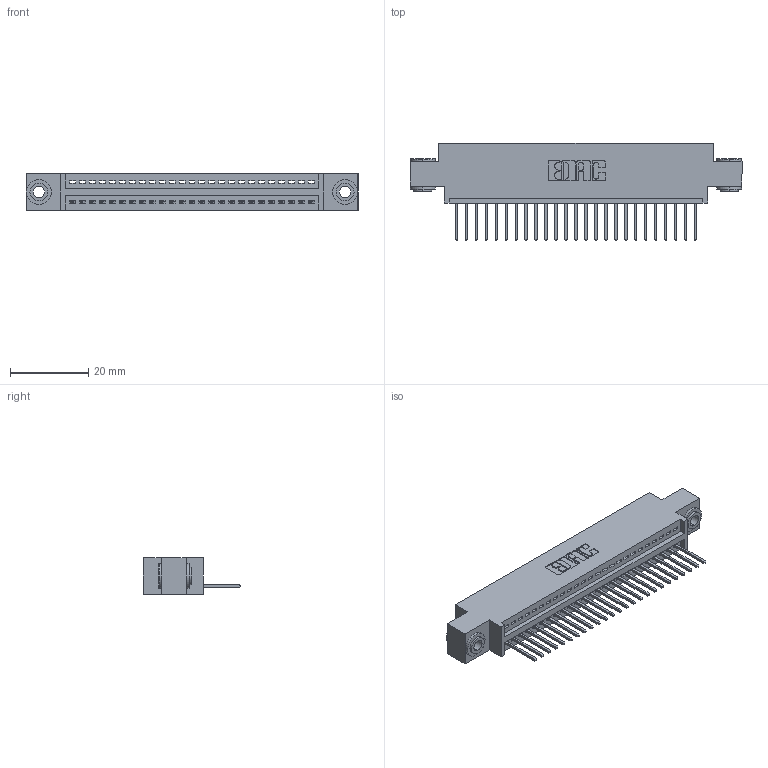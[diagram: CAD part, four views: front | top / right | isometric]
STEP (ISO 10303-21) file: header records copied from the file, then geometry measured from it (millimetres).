
FILE_DESCRIPTION (( 'STEP AP203' ), '1' );
FILE_NAME ('395-025-523-603.STEP', '2018-11-09T11:14:34', ( '' ), ( '' ), 'SwSTEP 2.0', 'SolidWorks 2016', '' );
FILE_SCHEMA (( 'CONFIG_CONTROL_DESIGN' ));
Length unit declared in the file: inch
Products named in the file (4): 395-025-523-603; 345 Part_0.170 Offset - 0.156 Dia-TH; 345-292-001_345-293-123; 345-250-002_345-250-002-102
Assembly tree (28 placements, depth 2):
  395-025-523-603
    345 Part_0.170 Offset - 0.156 Dia-TH
    345-292-001_345-293-123  x25
    345-250-002_345-250-002-102  x2
Bounding box: 84.71 x 24.82 x 9.4 mm (x, y, z)
Volume: 7802.8 mm3; surface area: 10506.5 mm2
Topology: 28 solids, 28 shells, 1618 faces, 4829 edges, 3182 vertices
Faces by surface type: plane 1094, cylinder 516, cone 8
Entity records: 21904 total; most frequent: CARTESIAN_POINT 3774, ORIENTED_EDGE 3726, DIRECTION 3351, EDGE_CURVE 1863, VECTOR 1607, LINE 1607, VERTEX_POINT 1238, AXIS2_PLACEMENT_3D 872
